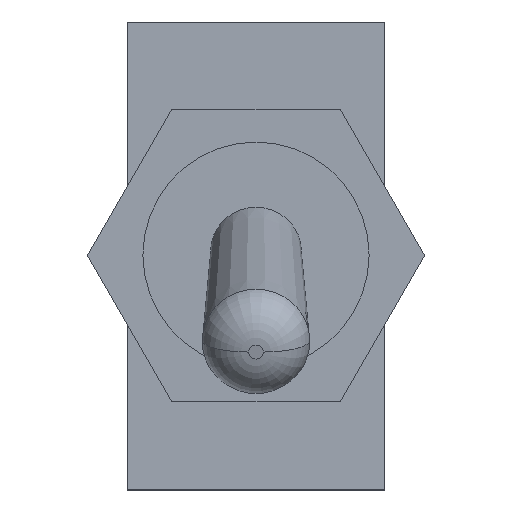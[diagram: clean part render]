
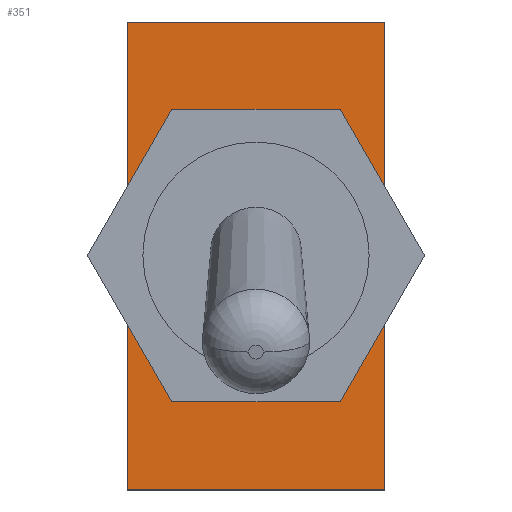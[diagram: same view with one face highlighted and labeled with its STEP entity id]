
A CAD part, top view. The second image highlights one B-rep face of the part: STEP entity #351.
In plain terms, the highlighted planar face has unit normal (0, 0, 1).
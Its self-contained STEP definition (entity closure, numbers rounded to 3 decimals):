
#335 = VERTEX_POINT( '', #824 );
#351 = ADVANCED_FACE( '', ( #842 ), #843, .T. );
#417 = EDGE_CURVE( '', #335, #569, #917, .T. );
#441 = VERTEX_POINT( '', #941 );
#521 = EDGE_CURVE( '', #579, #441, #1028, .T. );
#565 = EDGE_CURVE( '', #441, #335, #1078, .T. );
#569 = VERTEX_POINT( '', #1082 );
#579 = VERTEX_POINT( '', #1095 );
#645 = EDGE_CURVE( '', #569, #579, #1170, .T. );
#824 = CARTESIAN_POINT( '', ( -0.255, 0.289, 0. ) );
#842 = FACE_OUTER_BOUND( '', #1397, .T. );
#843 = PLANE( '', #1398 );
#917 = LINE( '', #1494, #1495 );
#941 = CARTESIAN_POINT( '', ( -0.255, -0.211, 0. ) );
#1028 = LINE( '', #1655, #1656 );
#1078 = LINE( '', #1721, #1722 );
#1082 = CARTESIAN_POINT( '', ( 0.02, 0.289, 0. ) );
#1095 = CARTESIAN_POINT( '', ( 0.02, -0.211, 0. ) );
#1170 = LINE( '', #1844, #1845 );
#1397 = EDGE_LOOP( '', ( #2072, #2073, #2074, #2075 ) );
#1398 = AXIS2_PLACEMENT_3D( '', #2076, #2077, #2078 );
#1494 = CARTESIAN_POINT( '', ( -0.255, 0.289, 0. ) );
#1495 = VECTOR( '', #2162, 1. );
#1655 = CARTESIAN_POINT( '', ( 0.02, -0.211, 0. ) );
#1656 = VECTOR( '', #2252, 1. );
#1721 = CARTESIAN_POINT( '', ( -0.255, -0.211, 0. ) );
#1722 = VECTOR( '', #2313, 1. );
#1844 = CARTESIAN_POINT( '', ( 0.02, 0.289, 0. ) );
#1845 = VECTOR( '', #2430, 1. );
#2072 = ORIENTED_EDGE( '', *, *, #645, .F. );
#2073 = ORIENTED_EDGE( '', *, *, #417, .F. );
#2074 = ORIENTED_EDGE( '', *, *, #565, .F. );
#2075 = ORIENTED_EDGE( '', *, *, #521, .F. );
#2076 = CARTESIAN_POINT( '', ( -0.118, 0.039, 0. ) );
#2077 = DIRECTION( '', ( 0., 0., 1. ) );
#2078 = DIRECTION( '', ( 1., 0., 0. ) );
#2162 = DIRECTION( '', ( 1., 0., 0. ) );
#2252 = DIRECTION( '', ( -1., 0., 0. ) );
#2313 = DIRECTION( '', ( 0., 1., 0. ) );
#2430 = DIRECTION( '', ( 0., -1., 0. ) );
